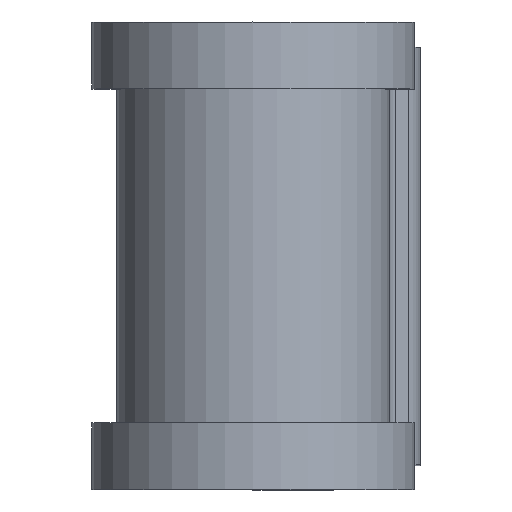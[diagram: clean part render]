
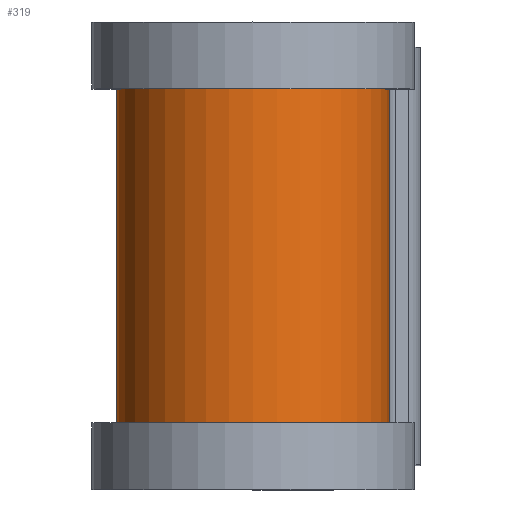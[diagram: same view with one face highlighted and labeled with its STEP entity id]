
A CAD part, top view. The second image highlights one B-rep face of the part: STEP entity #319.
In plain terms, the highlighted cylindrical face has radius 8.293 mm (diameter 16.586 mm), a partial arc.
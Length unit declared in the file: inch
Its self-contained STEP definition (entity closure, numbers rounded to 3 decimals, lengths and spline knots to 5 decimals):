
#25 = CARTESIAN_POINT ( 'NONE',  ( 0., 0.5, 0. ) ) ;
#51 = EDGE_LOOP ( 'NONE', ( #951, #1648, #1498, #1258 ) ) ;
#99 = DIRECTION ( 'NONE',  ( 0., 0., -1. ) ) ;
#155 = DIRECTION ( 'NONE',  ( 0., -1., 0. ) ) ;
#161 = CARTESIAN_POINT ( 'NONE',  ( 0., 0.4, 0. ) ) ;
#176 = CARTESIAN_POINT ( 'NONE',  ( 0., 0.4, -0.3265 ) ) ;
#180 = EDGE_CURVE ( 'NONE', #638, #673, #901, .T. ) ;
#187 = DIRECTION ( 'NONE',  ( 0., -1., 0. ) ) ;
#217 = CARTESIAN_POINT ( 'NONE',  ( 0.3265, 0.5, 0. ) ) ;
#282 = CARTESIAN_POINT ( 'NONE',  ( 0.3265, -0.4, 0. ) ) ;
#313 = CARTESIAN_POINT ( 'NONE',  ( 0., 0.5, -0.3265 ) ) ;
#319 = ADVANCED_FACE ( 'NONE', ( #1690 ), #1351, .T. ) ;
#402 = VECTOR ( 'NONE', #1016, 39.37008 ) ;
#421 = DIRECTION ( 'NONE',  ( 0., -1., 0. ) ) ;
#453 = CARTESIAN_POINT ( 'NONE',  ( 0., -0.4, -0.3265 ) ) ;
#539 = DIRECTION ( 'NONE',  ( 0., -1., 0. ) ) ;
#638 = VERTEX_POINT ( 'NONE', #282 ) ;
#673 = VERTEX_POINT ( 'NONE', #453 ) ;
#718 = LINE ( 'NONE', #217, #402 ) ;
#766 = EDGE_CURVE ( 'NONE', #846, #795, #1248, .T. ) ;
#795 = VERTEX_POINT ( 'NONE', #176 ) ;
#846 = VERTEX_POINT ( 'NONE', #1264 ) ;
#869 = VECTOR ( 'NONE', #187, 39.37008 ) ;
#880 = LINE ( 'NONE', #313, #869 ) ;
#901 = CIRCLE ( 'NONE', #1255, 0.3265 ) ;
#951 = ORIENTED_EDGE ( 'NONE', *, *, #1295, .F. ) ;
#961 = EDGE_CURVE ( 'NONE', #795, #673, #880, .T. ) ;
#1016 = DIRECTION ( 'NONE',  ( 0., -1., 0. ) ) ;
#1192 = DIRECTION ( 'NONE',  ( 0., 0., -1. ) ) ;
#1248 = CIRCLE ( 'NONE', #1366, 0.3265 ) ;
#1255 = AXIS2_PLACEMENT_3D ( 'NONE', #1390, #539, #1531 ) ;
#1258 = ORIENTED_EDGE ( 'NONE', *, *, #180, .F. ) ;
#1264 = CARTESIAN_POINT ( 'NONE',  ( 0.3265, 0.4, 0. ) ) ;
#1295 = EDGE_CURVE ( 'NONE', #846, #638, #718, .T. ) ;
#1351 = CYLINDRICAL_SURFACE ( 'NONE', #1698, 0.3265 ) ;
#1366 = AXIS2_PLACEMENT_3D ( 'NONE', #161, #155, #99 ) ;
#1390 = CARTESIAN_POINT ( 'NONE',  ( 0., -0.4, 0. ) ) ;
#1498 = ORIENTED_EDGE ( 'NONE', *, *, #961, .T. ) ;
#1531 = DIRECTION ( 'NONE',  ( 0., 0., -1. ) ) ;
#1648 = ORIENTED_EDGE ( 'NONE', *, *, #766, .T. ) ;
#1690 = FACE_OUTER_BOUND ( 'NONE', #51, .T. ) ;
#1698 = AXIS2_PLACEMENT_3D ( 'NONE', #25, #421, #1192 ) ;
